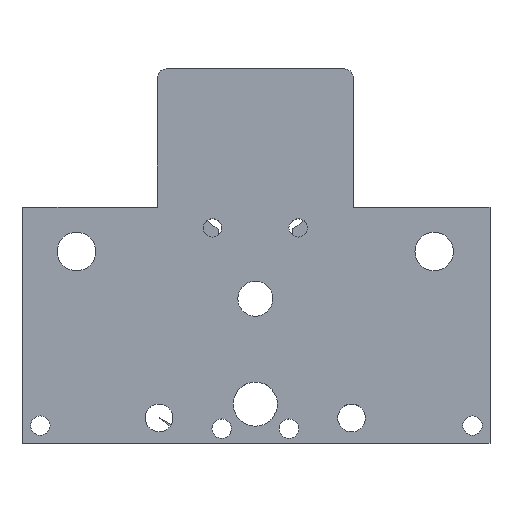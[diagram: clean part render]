
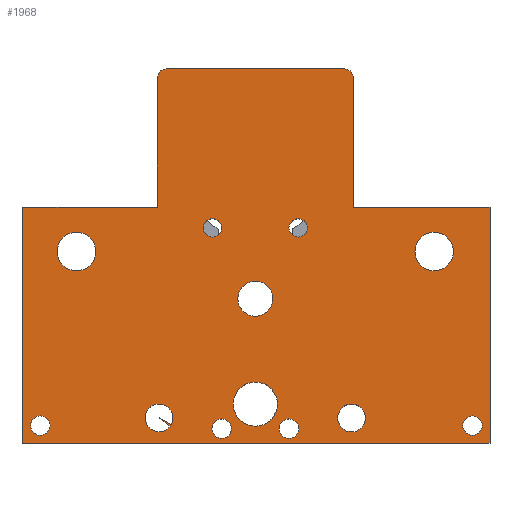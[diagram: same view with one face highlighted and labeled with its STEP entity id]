
A CAD part, top view. The second image highlights one B-rep face of the part: STEP entity #1968.
In plain terms, the highlighted planar face has unit normal (0, 0, 1).
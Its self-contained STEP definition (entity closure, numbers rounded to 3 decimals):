
#74=PLANE($,#2166);
#93=LINE($,#2793,#266);
#118=LINE($,#2872,#291);
#124=LINE($,#2883,#297);
#132=LINE($,#2905,#305);
#244=LINE($,#3376,#417);
#245=LINE($,#3402,#418);
#246=LINE($,#3404,#419);
#247=LINE($,#3406,#420);
#248=LINE($,#3407,#421);
#266=VECTOR($,#2222,29.657);
#291=VECTOR($,#2283,29.657);
#297=VECTOR($,#2291,40.794);
#305=VECTOR($,#2311,31.327);
#417=VECTOR($,#2687,3.175);
#418=VECTOR($,#2722,30.827);
#419=VECTOR($,#2723,54.);
#420=VECTOR($,#2724,106.948);
#421=VECTOR($,#2725,54.);
#461=FACE_BOUND($,#690,.T.);
#462=FACE_BOUND($,#691,.T.);
#463=FACE_BOUND($,#692,.T.);
#464=FACE_BOUND($,#693,.T.);
#465=FACE_BOUND($,#694,.T.);
#466=FACE_BOUND($,#695,.T.);
#467=FACE_BOUND($,#696,.T.);
#468=FACE_BOUND($,#697,.T.);
#469=FACE_BOUND($,#698,.T.);
#470=FACE_BOUND($,#699,.T.);
#471=FACE_BOUND($,#700,.T.);
#472=FACE_BOUND($,#701,.T.);
#473=FACE_BOUND($,#702,.T.);
#690=EDGE_LOOP($,(#1766));
#691=EDGE_LOOP($,(#1767,#1768,#1769,#1770,#1771,#1772,#1773,#1774,#1775,
#1776));
#692=EDGE_LOOP($,(#1777));
#693=EDGE_LOOP($,(#1778));
#694=EDGE_LOOP($,(#1779));
#695=EDGE_LOOP($,(#1780,#1781,#1782));
#696=EDGE_LOOP($,(#1783));
#697=EDGE_LOOP($,(#1784));
#698=EDGE_LOOP($,(#1785));
#699=EDGE_LOOP($,(#1786));
#700=EDGE_LOOP($,(#1787));
#701=EDGE_LOOP($,(#1788));
#702=EDGE_LOOP($,(#1789));
#707=CIRCLE($,#1977,5.055);
#709=CIRCLE($,#1980,2.);
#713=CIRCLE($,#1986,2.);
#753=CIRCLE($,#2067,2.223);
#755=CIRCLE($,#2070,2.223);
#759=CIRCLE($,#2076,4.);
#792=CIRCLE($,#2148,35.087);
#793=CIRCLE($,#2151,2.223);
#794=CIRCLE($,#2153,2.223);
#795=CIRCLE($,#2155,2.096);
#796=CIRCLE($,#2157,2.096);
#797=CIRCLE($,#2159,4.4);
#798=CIRCLE($,#2161,4.4);
#799=CIRCLE($,#2163,3.175);
#800=CIRCLE($,#2165,3.175);
#804=VERTEX_POINT($,#2747);
#806=VERTEX_POINT($,#2752);
#807=VERTEX_POINT($,#2753);
#813=VERTEX_POINT($,#2769);
#814=VERTEX_POINT($,#2770);
#821=VERTEX_POINT($,#2791);
#857=VERTEX_POINT($,#2871);
#869=VERTEX_POINT($,#2904);
#927=VERTEX_POINT($,#3180);
#929=VERTEX_POINT($,#3185);
#932=VERTEX_POINT($,#3194);
#980=VERTEX_POINT($,#3368);
#981=VERTEX_POINT($,#3370);
#982=VERTEX_POINT($,#3374);
#983=VERTEX_POINT($,#3378);
#984=VERTEX_POINT($,#3381);
#985=VERTEX_POINT($,#3384);
#986=VERTEX_POINT($,#3387);
#987=VERTEX_POINT($,#3390);
#988=VERTEX_POINT($,#3393);
#989=VERTEX_POINT($,#3398);
#990=VERTEX_POINT($,#3401);
#991=VERTEX_POINT($,#3403);
#992=VERTEX_POINT($,#3405);
#993=EDGE_CURVE($,#804,#804,#707,.T.);
#995=EDGE_CURVE($,#806,#807,#709,.T.);
#1003=EDGE_CURVE($,#813,#814,#713,.T.);
#1015=EDGE_CURVE($,#806,#821,#93,.T.);
#1054=EDGE_CURVE($,#857,#814,#118,.T.);
#1060=EDGE_CURVE($,#813,#807,#124,.T.);
#1071=EDGE_CURVE($,#869,#857,#132,.T.);
#1157=EDGE_CURVE($,#927,#927,#753,.T.);
#1159=EDGE_CURVE($,#929,#929,#755,.T.);
#1163=EDGE_CURVE($,#932,#932,#759,.T.);
#1251=EDGE_CURVE($,#980,#981,#792,.T.);
#1254=EDGE_CURVE($,#981,#982,#244,.T.);
#1255=EDGE_CURVE($,#983,#983,#793,.T.);
#1256=EDGE_CURVE($,#984,#984,#794,.T.);
#1257=EDGE_CURVE($,#985,#985,#795,.T.);
#1258=EDGE_CURVE($,#986,#986,#796,.T.);
#1259=EDGE_CURVE($,#987,#987,#797,.T.);
#1260=EDGE_CURVE($,#988,#988,#798,.T.);
#1261=EDGE_CURVE($,#980,#982,#799,.T.);
#1262=EDGE_CURVE($,#989,#989,#800,.T.);
#1263=EDGE_CURVE($,#821,#990,#245,.T.);
#1264=EDGE_CURVE($,#990,#991,#246,.T.);
#1265=EDGE_CURVE($,#991,#992,#247,.T.);
#1266=EDGE_CURVE($,#992,#869,#248,.T.);
#1766=ORIENTED_EDGE($,*,*,#993,.T.);
#1767=ORIENTED_EDGE($,*,*,#995,.F.);
#1768=ORIENTED_EDGE($,*,*,#1015,.T.);
#1769=ORIENTED_EDGE($,*,*,#1263,.T.);
#1770=ORIENTED_EDGE($,*,*,#1264,.T.);
#1771=ORIENTED_EDGE($,*,*,#1265,.T.);
#1772=ORIENTED_EDGE($,*,*,#1266,.T.);
#1773=ORIENTED_EDGE($,*,*,#1071,.T.);
#1774=ORIENTED_EDGE($,*,*,#1054,.T.);
#1775=ORIENTED_EDGE($,*,*,#1003,.F.);
#1776=ORIENTED_EDGE($,*,*,#1060,.T.);
#1777=ORIENTED_EDGE($,*,*,#1157,.T.);
#1778=ORIENTED_EDGE($,*,*,#1159,.T.);
#1779=ORIENTED_EDGE($,*,*,#1163,.T.);
#1780=ORIENTED_EDGE($,*,*,#1251,.F.);
#1781=ORIENTED_EDGE($,*,*,#1261,.T.);
#1782=ORIENTED_EDGE($,*,*,#1254,.F.);
#1783=ORIENTED_EDGE($,*,*,#1262,.T.);
#1784=ORIENTED_EDGE($,*,*,#1260,.T.);
#1785=ORIENTED_EDGE($,*,*,#1259,.T.);
#1786=ORIENTED_EDGE($,*,*,#1258,.T.);
#1787=ORIENTED_EDGE($,*,*,#1257,.T.);
#1788=ORIENTED_EDGE($,*,*,#1256,.T.);
#1789=ORIENTED_EDGE($,*,*,#1255,.T.);
#1968=ADVANCED_FACE($,(#461,#462,#463,#464,#465,#466,#467,#468,#469,#470,
#471,#472,#473),#74,.T.);
#1977=AXIS2_PLACEMENT_3D($,#2748,#2178,#2179);
#1980=AXIS2_PLACEMENT_3D($,#2754,#2184,#2185);
#1986=AXIS2_PLACEMENT_3D($,#2771,#2200,#2201);
#2067=AXIS2_PLACEMENT_3D($,#3181,#2464,#2465);
#2070=AXIS2_PLACEMENT_3D($,#3186,#2470,#2471);
#2076=AXIS2_PLACEMENT_3D($,#3195,#2482,#2483);
#2148=AXIS2_PLACEMENT_3D($,#3371,#2681,#2682);
#2151=AXIS2_PLACEMENT_3D($,#3379,#2690,#2691);
#2153=AXIS2_PLACEMENT_3D($,#3382,#2694,#2695);
#2155=AXIS2_PLACEMENT_3D($,#3385,#2698,#2699);
#2157=AXIS2_PLACEMENT_3D($,#3388,#2702,#2703);
#2159=AXIS2_PLACEMENT_3D($,#3391,#2706,#2707);
#2161=AXIS2_PLACEMENT_3D($,#3394,#2710,#2711);
#2163=AXIS2_PLACEMENT_3D($,#3396,#2714,#2715);
#2165=AXIS2_PLACEMENT_3D($,#3399,#2718,#2719);
#2166=AXIS2_PLACEMENT_3D($,#3400,#2720,#2721);
#2178=DIRECTION('center_axis',(0.,0.,-1.));
#2179=DIRECTION('ref_axis',(1.,0.,0.));
#2184=DIRECTION('center_axis',(0.,0.,-1.));
#2185=DIRECTION('ref_axis',(-0.707,0.707,0.));
#2200=DIRECTION('center_axis',(0.,0.,-1.));
#2201=DIRECTION('ref_axis',(0.707,0.707,0.));
#2222=DIRECTION($,(0.,-1.,0.));
#2283=DIRECTION($,(0.,1.,0.));
#2291=DIRECTION($,(-1.,0.,0.));
#2311=DIRECTION($,(-1.,0.,0.));
#2464=DIRECTION('center_axis',(0.,0.,-1.));
#2465=DIRECTION('ref_axis',(-1.,0.,0.));
#2470=DIRECTION('center_axis',(0.,0.,-1.));
#2471=DIRECTION('ref_axis',(-1.,0.,0.));
#2482=DIRECTION('center_axis',(0.,0.,-1.));
#2483=DIRECTION('ref_axis',(1.,0.,0.));
#2681=DIRECTION('center_axis',(0.,0.,-1.));
#2682=DIRECTION('ref_axis',(1.,0.,0.));
#2687=DIRECTION($,(0.872,-0.49,0.));
#2690=DIRECTION('center_axis',(0.,0.,-1.));
#2691=DIRECTION('ref_axis',(-1.,0.,0.));
#2694=DIRECTION('center_axis',(0.,0.,-1.));
#2695=DIRECTION('ref_axis',(-1.,0.,0.));
#2698=DIRECTION('center_axis',(0.,0.,-1.));
#2699=DIRECTION('ref_axis',(-1.,0.,0.));
#2702=DIRECTION('center_axis',(0.,0.,-1.));
#2703=DIRECTION('ref_axis',(-1.,0.,0.));
#2706=DIRECTION('center_axis',(0.,0.,-1.));
#2707=DIRECTION('ref_axis',(-1.,0.,0.));
#2710=DIRECTION('center_axis',(0.,0.,-1.));
#2711=DIRECTION('ref_axis',(-1.,0.,0.));
#2714=DIRECTION('center_axis',(0.,0.,-1.));
#2715=DIRECTION('ref_axis',(-1.,0.,0.));
#2718=DIRECTION('center_axis',(0.,0.,-1.));
#2719=DIRECTION('ref_axis',(-1.,0.,0.));
#2720=DIRECTION('center_axis',(0.,0.,1.));
#2721=DIRECTION('ref_axis',(1.,0.,0.));
#2722=DIRECTION($,(-1.,0.,0.));
#2723=DIRECTION($,(0.,-1.,0.));
#2724=DIRECTION($,(1.,0.,0.));
#2725=DIRECTION($,(0.,1.,0.));
#2747=CARTESIAN_POINT('',(74.642,18.415,6.35));
#2748=CARTESIAN_POINT('Origin',(79.697,18.415,6.35));
#2752=CARTESIAN_POINT('',(57.3,93.157,6.35));
#2753=CARTESIAN_POINT('',(59.3,95.157,6.35));
#2754=CARTESIAN_POINT('Origin',(59.3,93.157,6.35));
#2769=CARTESIAN_POINT('',(100.094,95.157,6.35));
#2770=CARTESIAN_POINT('',(102.094,93.157,6.35));
#2771=CARTESIAN_POINT('Origin',(100.094,93.157,6.35));
#2791=CARTESIAN_POINT('',(57.3,63.5,6.35));
#2793=CARTESIAN_POINT($,(57.3,95.157,6.35));
#2871=CARTESIAN_POINT('',(102.094,63.5,6.35));
#2872=CARTESIAN_POINT($,(102.094,63.5,6.35));
#2883=CARTESIAN_POINT($,(102.094,95.157,6.35));
#2904=CARTESIAN_POINT('',(133.42,63.5,6.35));
#2905=CARTESIAN_POINT($,(133.42,63.5,6.35));
#3180=CARTESIAN_POINT('',(131.643,13.5,6.35));
#3181=CARTESIAN_POINT('Origin',(129.42,13.5,6.35));
#3185=CARTESIAN_POINT('',(32.695,13.5,6.35));
#3186=CARTESIAN_POINT('Origin',(30.473,13.5,6.35));
#3194=CARTESIAN_POINT('',(75.697,42.545,6.35));
#3195=CARTESIAN_POINT('Origin',(79.697,42.545,6.35));
#3368=CARTESIAN_POINT('',(60.221,13.36,6.35));
#3370=CARTESIAN_POINT('',(57.662,15.24,6.35));
#3371=CARTESIAN_POINT('Origin',(79.697,42.545,6.35));
#3374=CARTESIAN_POINT('',(60.429,13.683,6.35));
#3376=CARTESIAN_POINT($,(64.35,11.478,6.35));
#3378=CARTESIAN_POINT('',(74.22,12.795,6.35));
#3379=CARTESIAN_POINT('Origin',(71.997,12.795,6.35));
#3381=CARTESIAN_POINT('',(89.619,12.795,6.35));
#3382=CARTESIAN_POINT('Origin',(87.396,12.795,6.35));
#3384=CARTESIAN_POINT('',(71.988,58.738,6.35));
#3385=CARTESIAN_POINT('Origin',(69.892,58.738,6.35));
#3387=CARTESIAN_POINT('',(91.597,58.738,6.35));
#3388=CARTESIAN_POINT('Origin',(89.501,58.738,6.35));
#3390=CARTESIAN_POINT('',(43.159,53.34,6.35));
#3391=CARTESIAN_POINT('Origin',(38.759,53.34,6.35));
#3393=CARTESIAN_POINT('',(125.035,53.34,6.35));
#3394=CARTESIAN_POINT('Origin',(120.635,53.34,6.35));
#3396=CARTESIAN_POINT('Origin',(57.662,15.24,6.35));
#3398=CARTESIAN_POINT('',(104.906,15.24,6.35));
#3399=CARTESIAN_POINT('Origin',(101.731,15.24,6.35));
#3400=CARTESIAN_POINT('Origin',(79.905,47.221,6.35));
#3401=CARTESIAN_POINT('',(26.473,63.5,6.35));
#3402=CARTESIAN_POINT($,(57.3,63.5,6.35));
#3403=CARTESIAN_POINT('',(26.473,9.5,6.35));
#3404=CARTESIAN_POINT($,(26.473,63.5,6.35));
#3405=CARTESIAN_POINT('',(133.42,9.5,6.35));
#3406=CARTESIAN_POINT($,(26.473,9.5,6.35));
#3407=CARTESIAN_POINT($,(133.42,9.5,6.35));
